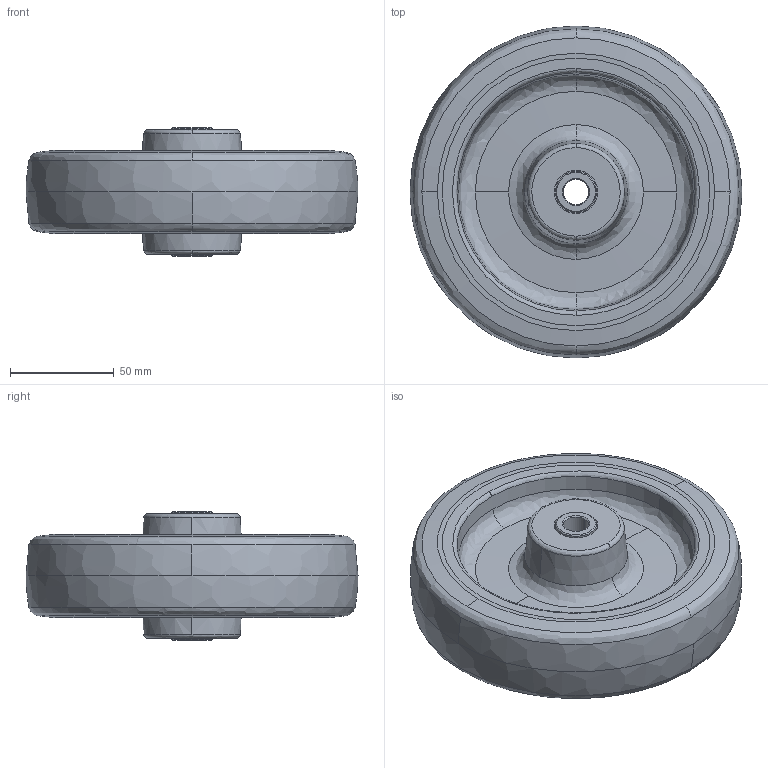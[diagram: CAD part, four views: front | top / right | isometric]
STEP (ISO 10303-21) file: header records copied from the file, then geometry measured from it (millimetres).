
FILE_DESCRIPTION (( 'STEP AP214' ), '1' );
FILE_NAME ('0056716.step', '2024-04-19T09:15:14', ( '' ), ( '' ), 'SwSTEP 2.0', 'SolidWorks 2020', '' );
FILE_SCHEMA (( 'AUTOMOTIVE_DESIGN' ));
Length unit declared in the file: millimetre
Products named in the file (1): 0056716
Bounding box: 159.96 x 159.96 x 62 mm (x, y, z)
Volume: 556741.9 mm3; surface area: 73424.5 mm2
Topology: 1 solids, 1 shells, 74 faces, 180 edges, 118 vertices
Faces by surface type: cone 24, bspline 20, cylinder 14, plane 12, torus 4
Entity records: 3417 total; most frequent: CARTESIAN_POINT 977, DIRECTION 416, ORIENTED_EDGE 360, AXIS2_PLACEMENT_3D 189, EDGE_CURVE 180, CIRCLE 134, VERTEX_POINT 118, EDGE_LOOP 86
